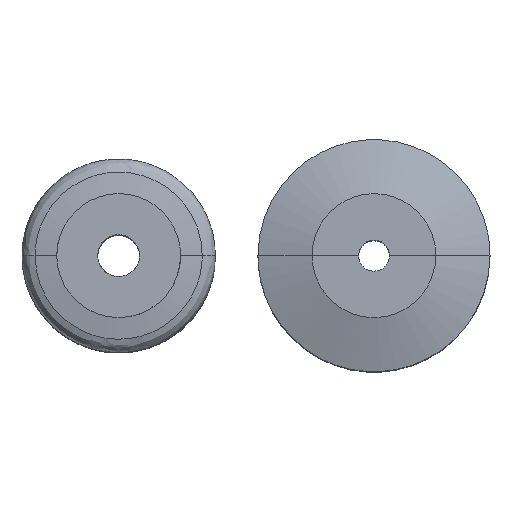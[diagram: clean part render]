
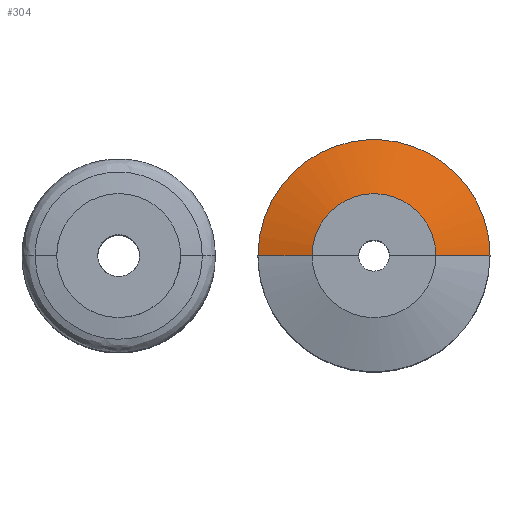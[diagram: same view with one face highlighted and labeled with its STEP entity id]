
A CAD part, top view. The second image highlights one B-rep face of the part: STEP entity #304.
In plain terms, the highlighted free-form (B-spline) face has degree [2, 1] with [5, 2] control points.
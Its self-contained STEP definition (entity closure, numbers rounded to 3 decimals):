
#304=ADVANCED_FACE('',(#634),#4277,.T.);
#634=FACE_OUTER_BOUND('',#970,.T.);
#970=EDGE_LOOP('',(#2128,#2129,#2130,#2131));
#2128=ORIENTED_EDGE('',*,*,#2896,.T.);
#2129=ORIENTED_EDGE('',*,*,#2836,.T.);
#2130=ORIENTED_EDGE('',*,*,#2898,.F.);
#2131=ORIENTED_EDGE('',*,*,#2897,.F.);
#2836=EDGE_CURVE('',#3944,#3943,#3191,.T.);
#2896=EDGE_CURVE('',#3947,#3944,#3611,.T.);
#2897=EDGE_CURVE('',#3947,#3948,#3194,.T.);
#2898=EDGE_CURVE('',#3948,#3943,#3612,.T.);
#3191=B_SPLINE_CURVE_WITH_KNOTS('',1,(#16509,#16510),.UNSPECIFIED.,.F.,
 .F.,(2,2),(7.148,14.296),.UNSPECIFIED.);
#3194=B_SPLINE_CURVE_WITH_KNOTS('',1,(#16805,#16806),.UNSPECIFIED.,.F.,
 .F.,(2,2),(7.148,14.296),.UNSPECIFIED.);
#3611=(
BOUNDED_CURVE()
B_SPLINE_CURVE(2,(#16800,#16801,#16802,#16803,#16804),.UNSPECIFIED.,.F.,
 .F.)
B_SPLINE_CURVE_WITH_KNOTS((3,2,3),(47.124,70.686,94.248),
 .UNSPECIFIED.)
CURVE()
GEOMETRIC_REPRESENTATION_ITEM()
RATIONAL_B_SPLINE_CURVE((1.,0.707,1.,0.707,1.))
REPRESENTATION_ITEM('')
);
#3612=(
BOUNDED_CURVE()
B_SPLINE_CURVE(2,(#16807,#16808,#16809,#16810,#16811),.UNSPECIFIED.,.F.,
 .F.)
B_SPLINE_CURVE_WITH_KNOTS((3,2,3),(47.124,70.686,94.248),
 .UNSPECIFIED.)
CURVE()
GEOMETRIC_REPRESENTATION_ITEM()
RATIONAL_B_SPLINE_CURVE((1.,0.707,1.,0.707,1.))
REPRESENTATION_ITEM('')
);
#3943=VERTEX_POINT('',#16336);
#3944=VERTEX_POINT('',#16337);
#3947=VERTEX_POINT('',#16340);
#3948=VERTEX_POINT('',#16341);
#4277=(
BOUNDED_SURFACE()
B_SPLINE_SURFACE(2,1,((#15742,#15743),(#15744,#15745),(#15746,#15747),(#15748,
#15749),(#15750,#15751)),.UNSPECIFIED.,.F.,.F.,.F.)
B_SPLINE_SURFACE_WITH_KNOTS((3,2,3),(2,2),(47.124,70.686,
94.248),(7.148,14.296),.UNSPECIFIED.)
GEOMETRIC_REPRESENTATION_ITEM()
RATIONAL_B_SPLINE_SURFACE(((1.,1.),(0.707,0.707),
(1.,1.),(0.707,0.707),(1.,1.)))
REPRESENTATION_ITEM('')
SURFACE()
);
#15742=CARTESIAN_POINT('',(25.,0.,58.));
#15743=CARTESIAN_POINT('',(18.,0.,56.));
#15744=CARTESIAN_POINT('',(25.,8.,58.));
#15745=CARTESIAN_POINT('',(18.,15.,56.));
#15746=CARTESIAN_POINT('',(33.,8.,58.));
#15747=CARTESIAN_POINT('',(33.,15.,56.));
#15748=CARTESIAN_POINT('',(41.,8.,58.));
#15749=CARTESIAN_POINT('',(48.,15.,56.));
#15750=CARTESIAN_POINT('',(41.,0.,58.));
#15751=CARTESIAN_POINT('',(48.,0.,56.));
#16336=CARTESIAN_POINT('',(48.,0.,56.));
#16337=CARTESIAN_POINT('',(41.,0.,58.));
#16340=CARTESIAN_POINT('',(25.,0.,58.));
#16341=CARTESIAN_POINT('',(18.,0.,56.));
#16509=CARTESIAN_POINT('',(41.,0.,58.));
#16510=CARTESIAN_POINT('',(48.,0.,56.));
#16800=CARTESIAN_POINT('',(25.,0.,58.));
#16801=CARTESIAN_POINT('',(25.,8.,58.));
#16802=CARTESIAN_POINT('',(33.,8.,58.));
#16803=CARTESIAN_POINT('',(41.,8.,58.));
#16804=CARTESIAN_POINT('',(41.,0.,58.));
#16805=CARTESIAN_POINT('',(25.,0.,58.));
#16806=CARTESIAN_POINT('',(18.,0.,56.));
#16807=CARTESIAN_POINT('',(18.,0.,56.));
#16808=CARTESIAN_POINT('',(18.,15.,56.));
#16809=CARTESIAN_POINT('',(33.,15.,56.));
#16810=CARTESIAN_POINT('',(48.,15.,56.));
#16811=CARTESIAN_POINT('',(48.,0.,56.));
